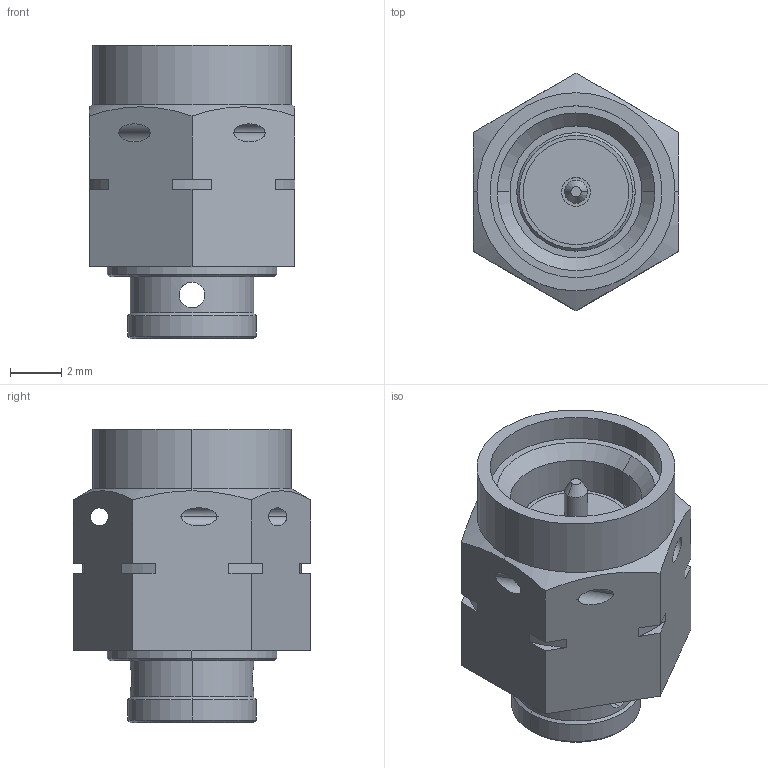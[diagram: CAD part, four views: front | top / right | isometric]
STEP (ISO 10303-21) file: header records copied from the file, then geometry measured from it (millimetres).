
FILE_DESCRIPTION (( 'STEP AP203' ), '1' );
FILE_NAME ('研-50-875瑞阅-02.STEP', '2020-03-05T02:45:05', ( '' ), ( '' ), 'SwSTEP 2.0', 'SolidWorks 2017', '' );
FILE_SCHEMA (( 'CONFIG_CONTROL_DESIGN' ));
Length unit declared in the file: millimetre
Products named in the file (1): 研-50-875瑞阅-02
Bounding box: 8 x 9.24 x 11.4 mm (x, y, z)
Volume: 379.7 mm3; surface area: 602.4 mm2
Topology: 1 solids, 1 shells, 95 faces, 225 edges, 141 vertices
Faces by surface type: cylinder 43, plane 30, cone 22
Entity records: 2900 total; most frequent: CARTESIAN_POINT 616, DIRECTION 469, ORIENTED_EDGE 446, EDGE_CURVE 223, AXIS2_PLACEMENT_3D 178, VERTEX_POINT 141, EDGE_LOOP 116, VECTOR 113
